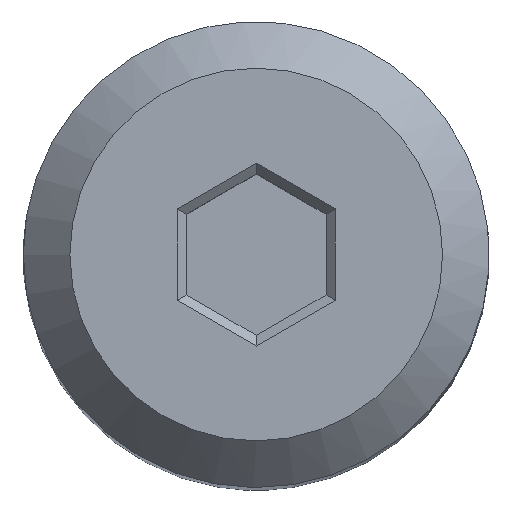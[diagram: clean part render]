
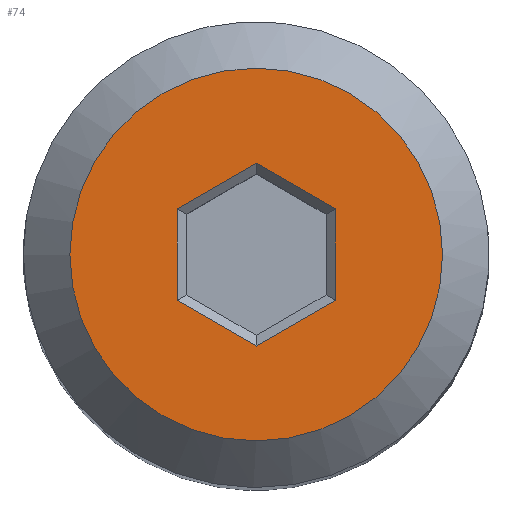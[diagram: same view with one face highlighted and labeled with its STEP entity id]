
A CAD part, top view. The second image highlights one B-rep face of the part: STEP entity #74.
In plain terms, the highlighted planar face has unit normal (0, 0, 1).
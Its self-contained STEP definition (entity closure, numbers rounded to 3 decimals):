
#74 = ADVANCED_FACE( '', ( #159, #160 ), #161, .F. );
#159 = FACE_BOUND( '', #254, .T. );
#160 = FACE_OUTER_BOUND( '', #255, .T. );
#161 = PLANE( '', #256 );
#254 = EDGE_LOOP( '', ( #403, #404, #405, #406, #407, #408 ) );
#255 = EDGE_LOOP( '', ( #409 ) );
#256 = AXIS2_PLACEMENT_3D( '', #410, #411, #412 );
#403 = ORIENTED_EDGE( '', *, *, #595, .T. );
#404 = ORIENTED_EDGE( '', *, *, #596, .T. );
#405 = ORIENTED_EDGE( '', *, *, #597, .T. );
#406 = ORIENTED_EDGE( '', *, *, #598, .T. );
#407 = ORIENTED_EDGE( '', *, *, #599, .T. );
#408 = ORIENTED_EDGE( '', *, *, #600, .T. );
#409 = ORIENTED_EDGE( '', *, *, #601, .T. );
#410 = CARTESIAN_POINT( '', ( 2.5, 0., 20.3 ) );
#411 = DIRECTION( '', ( 0., 0., -1. ) );
#412 = DIRECTION( '', ( -1., 0., 0. ) );
#595 = EDGE_CURVE( '', #716, #717, #718, .T. );
#596 = EDGE_CURVE( '', #717, #719, #720, .T. );
#597 = EDGE_CURVE( '', #719, #721, #722, .T. );
#598 = EDGE_CURVE( '', #721, #723, #724, .T. );
#599 = EDGE_CURVE( '', #723, #725, #726, .T. );
#600 = EDGE_CURVE( '', #725, #716, #727, .T. );
#601 = EDGE_CURVE( '', #728, #728, #729, .F. );
#716 = VERTEX_POINT( '', #883 );
#717 = VERTEX_POINT( '', #884 );
#718 = LINE( '', #885, #886 );
#719 = VERTEX_POINT( '', #887 );
#720 = LINE( '', #888, #889 );
#721 = VERTEX_POINT( '', #890 );
#722 = LINE( '', #891, #892 );
#723 = VERTEX_POINT( '', #893 );
#724 = LINE( '', #894, #895 );
#725 = VERTEX_POINT( '', #896 );
#726 = LINE( '', #897, #898 );
#727 = LINE( '', #899, #900 );
#728 = VERTEX_POINT( '', #901 );
#729 = CIRCLE( '', #902, 2. );
#883 = CARTESIAN_POINT( '', ( 0.85, -0.491, 20.3 ) );
#884 = CARTESIAN_POINT( '', ( 0., -0.981, 20.3 ) );
#885 = CARTESIAN_POINT( '', ( 2.3, 0.346, 20.3 ) );
#886 = VECTOR( '', #1012, 1000. );
#887 = CARTESIAN_POINT( '', ( -0.85, -0.491, 20.3 ) );
#888 = CARTESIAN_POINT( '', ( 1.45, -1.819, 20.3 ) );
#889 = VECTOR( '', #1013, 1000. );
#890 = CARTESIAN_POINT( '', ( -0.85, 0.491, 20.3 ) );
#891 = CARTESIAN_POINT( '', ( -0.85, 0., 20.3 ) );
#892 = VECTOR( '', #1014, 1000. );
#893 = CARTESIAN_POINT( '', ( 0., 0.981, 20.3 ) );
#894 = CARTESIAN_POINT( '', ( 1.45, 1.819, 20.3 ) );
#895 = VECTOR( '', #1015, 1000. );
#896 = CARTESIAN_POINT( '', ( 0.85, 0.491, 20.3 ) );
#897 = CARTESIAN_POINT( '', ( 2.3, -0.346, 20.3 ) );
#898 = VECTOR( '', #1016, 1000. );
#899 = CARTESIAN_POINT( '', ( 0.85, 0., 20.3 ) );
#900 = VECTOR( '', #1017, 1000. );
#901 = CARTESIAN_POINT( '', ( -2., 0., 20.3 ) );
#902 = AXIS2_PLACEMENT_3D( '', #1018, #1019, #1020 );
#1012 = DIRECTION( '', ( -0.866, -0.5, 0. ) );
#1013 = DIRECTION( '', ( -0.866, 0.5, 0. ) );
#1014 = DIRECTION( '', ( 0., 1., 0. ) );
#1015 = DIRECTION( '', ( 0.866, 0.5, 0. ) );
#1016 = DIRECTION( '', ( 0.866, -0.5, 0. ) );
#1017 = DIRECTION( '', ( 0., -1., 0. ) );
#1018 = CARTESIAN_POINT( '', ( 0., 0., 20.3 ) );
#1019 = DIRECTION( '', ( 0., 0., -1. ) );
#1020 = DIRECTION( '', ( -1., 0., 0. ) );
